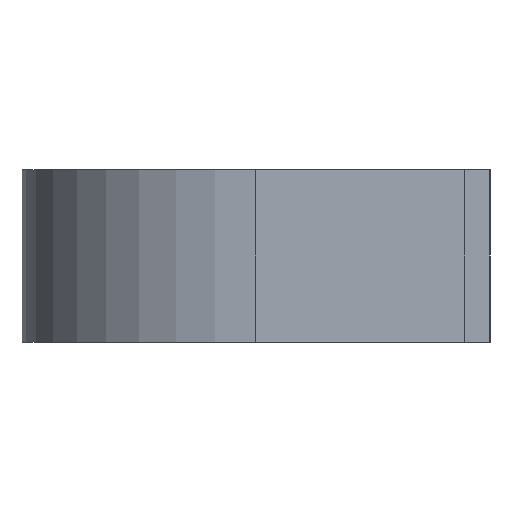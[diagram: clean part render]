
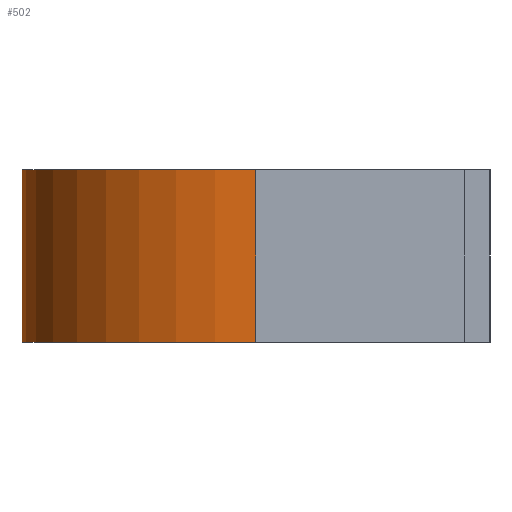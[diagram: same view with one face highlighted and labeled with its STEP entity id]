
A CAD part, left-side view. The second image highlights one B-rep face of the part: STEP entity #502.
In plain terms, the highlighted cylindrical face has radius 37.9 mm (diameter 75.8 mm), a partial arc.
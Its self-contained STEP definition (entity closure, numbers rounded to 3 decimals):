
#168 = VERTEX_POINT('',#169);
#169 = CARTESIAN_POINT('',(-37.9,0.,0.));
#175 = EDGE_CURVE('',#176,#168,#178,.T.);
#176 = VERTEX_POINT('',#177);
#177 = CARTESIAN_POINT('',(37.9,0.,0.));
#178 = CIRCLE('',#179,37.9);
#179 = AXIS2_PLACEMENT_3D('',#180,#181,#182);
#180 = CARTESIAN_POINT('',(0.,0.,0.));
#181 = DIRECTION('',(0.,0.,1.));
#182 = DIRECTION('',(1.,0.,0.));
#266 = VERTEX_POINT('',#267);
#267 = CARTESIAN_POINT('',(-37.9,0.,28.));
#273 = EDGE_CURVE('',#274,#266,#276,.T.);
#274 = VERTEX_POINT('',#275);
#275 = CARTESIAN_POINT('',(37.9,0.,28.));
#276 = CIRCLE('',#277,37.9);
#277 = AXIS2_PLACEMENT_3D('',#278,#279,#280);
#278 = CARTESIAN_POINT('',(0.,0.,28.));
#279 = DIRECTION('',(0.,0.,1.));
#280 = DIRECTION('',(1.,0.,0.));
#489 = EDGE_CURVE('',#168,#266,#490,.T.);
#490 = LINE('',#491,#492);
#491 = CARTESIAN_POINT('',(-37.9,0.,0.));
#492 = VECTOR('',#493,1.);
#493 = DIRECTION('',(0.,0.,1.));
#502 = ADVANCED_FACE('',(#503),#514,.T.);
#503 = FACE_BOUND('',#504,.F.);
#504 = EDGE_LOOP('',(#505,#511,#512,#513));
#505 = ORIENTED_EDGE('',*,*,#506,.T.);
#506 = EDGE_CURVE('',#176,#274,#507,.T.);
#507 = LINE('',#508,#509);
#508 = CARTESIAN_POINT('',(37.9,0.,0.));
#509 = VECTOR('',#510,1.);
#510 = DIRECTION('',(0.,0.,1.));
#511 = ORIENTED_EDGE('',*,*,#273,.T.);
#512 = ORIENTED_EDGE('',*,*,#489,.F.);
#513 = ORIENTED_EDGE('',*,*,#175,.F.);
#514 = CYLINDRICAL_SURFACE('',#515,37.9);
#515 = AXIS2_PLACEMENT_3D('',#516,#517,#518);
#516 = CARTESIAN_POINT('',(0.,0.,0.));
#517 = DIRECTION('',(-0.,-0.,-1.));
#518 = DIRECTION('',(1.,0.,0.));
